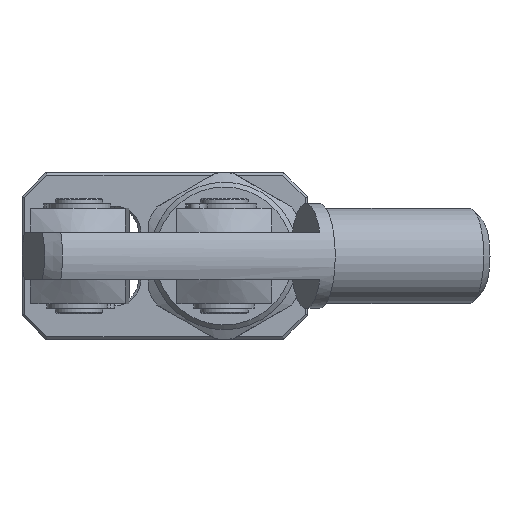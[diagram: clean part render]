
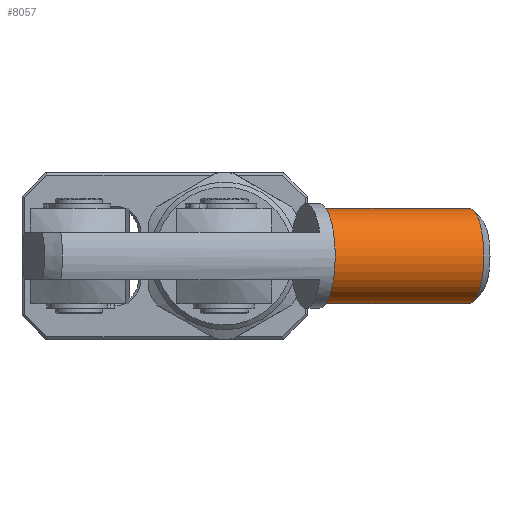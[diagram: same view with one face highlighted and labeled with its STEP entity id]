
A CAD part, left-side view. The second image highlights one B-rep face of the part: STEP entity #8057.
In plain terms, the highlighted cylindrical face has radius 10 mm (diameter 20 mm), a full revolution.
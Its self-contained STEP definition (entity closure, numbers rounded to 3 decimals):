
#8030=CARTESIAN_POINT('',(-113.786,-20.06,0.));
#8031=DIRECTION('',(0.296,-0.955,0.));
#8032=DIRECTION('',(0.955,0.296,0.));
#8033=AXIS2_PLACEMENT_3D('',#8030,#8031,#8032);
#8034=CYLINDRICAL_SURFACE('',#8033,10.);
#8035=CARTESIAN_POINT('',(-123.338,-23.019,0.));
#8036=VERTEX_POINT('',#8035);
#8037=CARTESIAN_POINT('',(-113.786,-20.06,0.));
#8038=DIRECTION('',(-0.296,0.955,0.));
#8039=DIRECTION('',(0.955,0.296,0.));
#8040=AXIS2_PLACEMENT_3D('',#8037,#8038,#8039);
#8041=CIRCLE('',#8040,10.);
#8042=EDGE_CURVE('',#8036,#8036,#8041,.T.);
#8043=ORIENTED_EDGE('',*,*,#8042,.F.);
#8044=EDGE_LOOP('',(#8043));
#8045=FACE_OUTER_BOUND('',#8044,.T.);
#8046=CARTESIAN_POINT('',(-113.573,-54.541,0.));
#8047=VERTEX_POINT('',#8046);
#8048=CARTESIAN_POINT('',(-104.021,-51.582,0.));
#8049=DIRECTION('',(0.296,-0.955,0.));
#8050=DIRECTION('',(0.955,0.296,0.));
#8051=AXIS2_PLACEMENT_3D('',#8048,#8049,#8050);
#8052=CIRCLE('',#8051,10.);
#8053=EDGE_CURVE('',#8047,#8047,#8052,.T.);
#8054=ORIENTED_EDGE('',*,*,#8053,.F.);
#8055=EDGE_LOOP('',(#8054));
#8056=FACE_BOUND('',#8055,.T.);
#8057=ADVANCED_FACE('',(#8045,#8056),#8034,.T.);
